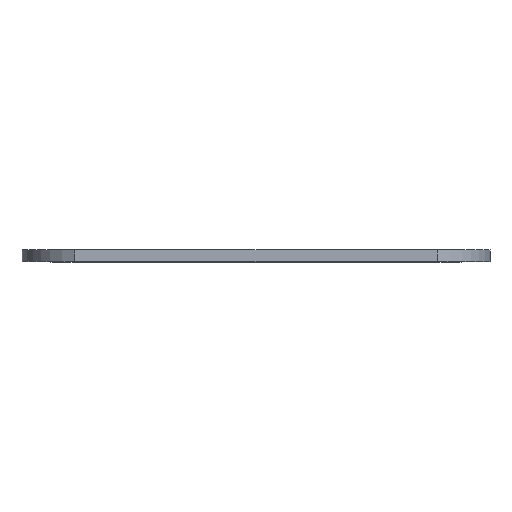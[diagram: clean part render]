
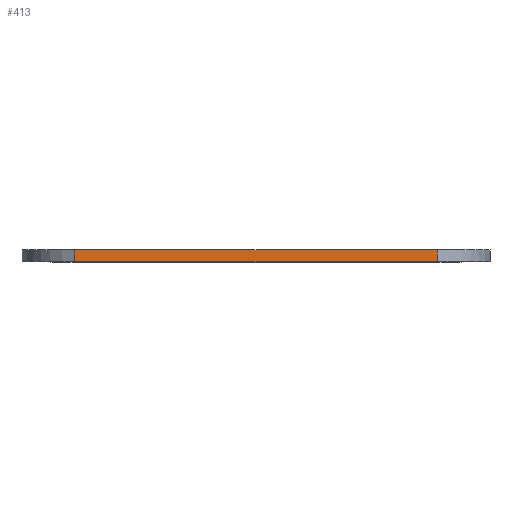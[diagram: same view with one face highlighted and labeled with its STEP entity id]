
A CAD part, top view. The second image highlights one B-rep face of the part: STEP entity #413.
In plain terms, the highlighted planar face has unit normal (0, 0, 1).
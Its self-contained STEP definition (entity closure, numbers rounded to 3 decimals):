
#29 = CARTESIAN_POINT ( 'NONE',  ( -17.25, 1.1, 0. ) ) ;
#35 = CARTESIAN_POINT ( 'NONE',  ( 7.6, 0., 0. ) ) ;
#43 = LINE ( 'NONE', #629, #396 ) ;
#134 = EDGE_CURVE ( 'NONE', #1065, #197, #637, .T. ) ;
#163 = PLANE ( 'NONE',  #866 ) ;
#166 = VECTOR ( 'NONE', #299, 1000. ) ;
#197 = VERTEX_POINT ( 'NONE', #216 ) ;
#211 = DIRECTION ( 'NONE',  ( 1., 0., 0. ) ) ;
#213 = DIRECTION ( 'NONE',  ( 0., -1., 0. ) ) ;
#216 = CARTESIAN_POINT ( 'NONE',  ( -17.25, 0., 0. ) ) ;
#230 = EDGE_CURVE ( 'NONE', #197, #874, #294, .T. ) ;
#242 = ORIENTED_EDGE ( 'NONE', *, *, #1048, .F. ) ;
#294 = LINE ( 'NONE', #35, #166 ) ;
#299 = DIRECTION ( 'NONE',  ( 1., 0., 0. ) ) ;
#325 = VECTOR ( 'NONE', #211, 1000. ) ;
#396 = VECTOR ( 'NONE', #213, 1000. ) ;
#413 = ADVANCED_FACE ( 'NONE', ( #827 ), #163, .F. ) ;
#507 = DIRECTION ( 'NONE',  ( -1., 0., 0. ) ) ;
#526 = VERTEX_POINT ( 'NONE', #678 ) ;
#581 = DIRECTION ( 'NONE',  ( 0., 0., -1. ) ) ;
#583 = ORIENTED_EDGE ( 'NONE', *, *, #230, .T. ) ;
#591 = ORIENTED_EDGE ( 'NONE', *, *, #134, .T. ) ;
#594 = ORIENTED_EDGE ( 'NONE', *, *, #714, .F. ) ;
#629 = CARTESIAN_POINT ( 'NONE',  ( 17.25, 1.1, 0. ) ) ;
#637 = LINE ( 'NONE', #29, #1023 ) ;
#660 = CARTESIAN_POINT ( 'NONE',  ( 7.6, 1.1, 0. ) ) ;
#678 = CARTESIAN_POINT ( 'NONE',  ( 17.25, 1.1, 0. ) ) ;
#714 = EDGE_CURVE ( 'NONE', #526, #874, #43, .T. ) ;
#827 = FACE_OUTER_BOUND ( 'NONE', #856, .T. ) ;
#856 = EDGE_LOOP ( 'NONE', ( #583, #594, #242, #591 ) ) ;
#866 = AXIS2_PLACEMENT_3D ( 'NONE', #660, #581, #507 ) ;
#874 = VERTEX_POINT ( 'NONE', #929 ) ;
#929 = CARTESIAN_POINT ( 'NONE',  ( 17.25, 0., 0. ) ) ;
#962 = CARTESIAN_POINT ( 'NONE',  ( -7.6, 1.1, 0. ) ) ;
#974 = CARTESIAN_POINT ( 'NONE',  ( -17.25, 1.1, 0. ) ) ;
#1023 = VECTOR ( 'NONE', #1052, 1000. ) ;
#1048 = EDGE_CURVE ( 'NONE', #1065, #526, #1049, .T. ) ;
#1049 = LINE ( 'NONE', #962, #325 ) ;
#1052 = DIRECTION ( 'NONE',  ( 0., -1., 0. ) ) ;
#1065 = VERTEX_POINT ( 'NONE', #974 ) ;
